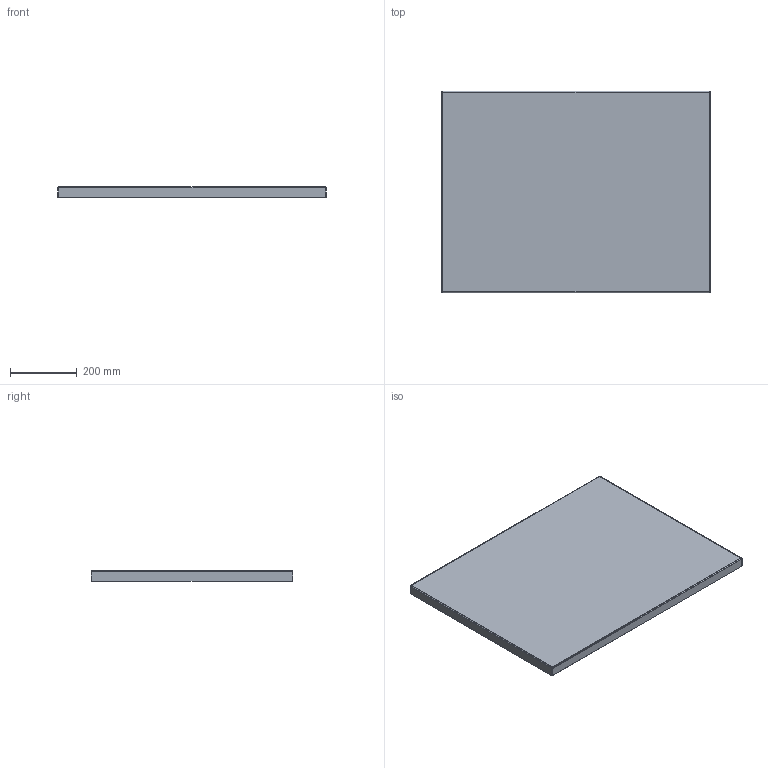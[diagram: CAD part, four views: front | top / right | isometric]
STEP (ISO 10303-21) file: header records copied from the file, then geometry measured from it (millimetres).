
FILE_DESCRIPTION(/* description */ ('STEP AP214'),/* implementation_level */ '2;1');
FILE_NAME(/* name */ '68ce77ec79cabd6916621fe7',/* time_stamp */ '2025-09-20T09:46:20Z',/* author */ (''),/* organization */ (''),/* preprocessor_version */ 'ST-DEVELOPER v20',/* originating_system */ 'ONSHAPE BY PTC INC, 1.204',/* authorisation */ ' ');
FILE_SCHEMA (('AUTOMOTIVE_DESIGN {1 0 10303 214 3 1 1}'));
Length unit declared in the file: metre
Products named in the file (1): Part 1
Bounding box: 803 x 603 x 30 mm (x, y, z)
Volume: 841829.1 mm3; surface area: 1127018.4 mm2
Topology: 1 solids, 1 shells, 46 faces, 100 edges, 56 vertices
Faces by surface type: plane 38, cylinder 8
Entity records: 1234 total; most frequent: DIRECTION 210, CARTESIAN_POINT 203, ORIENTED_EDGE 200, EDGE_CURVE 100, LINE 84, VECTOR 84, AXIS2_PLACEMENT_3D 63, VERTEX_POINT 56
